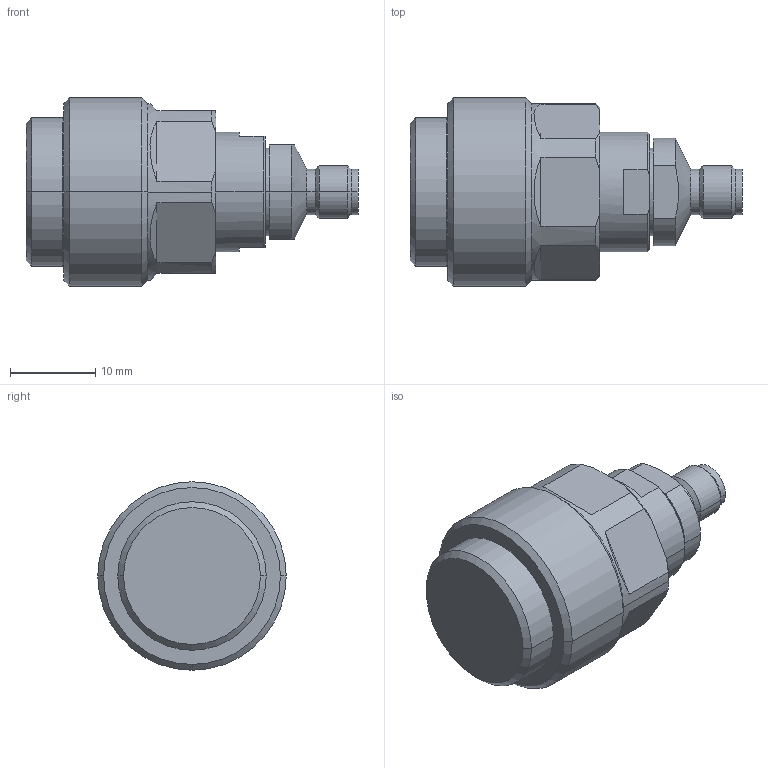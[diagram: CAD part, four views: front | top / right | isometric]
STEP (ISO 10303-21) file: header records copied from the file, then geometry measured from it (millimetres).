
FILE_DESCRIPTION (( 'STEP AP203' ), '1' );
FILE_NAME ('FMAD1260_3D.STEP', '2021-05-05T12:41:20', ( '' ), ( '' ), 'SwSTEP 2.0', 'SolidWorks 2020', '' );
FILE_SCHEMA (( 'CONFIG_CONTROL_DESIGN' ));
Length unit declared in the file: inch
Products named in the file (4): PC7-1.stp; FMAD1260_3D; ad-pc8pc7.stp; AD-PC8PC7.stp
Assembly tree (3 placements, depth 3):
  FMAD1260_3D
    ad-pc8pc7.stp
      AD-PC8PC7.stp
      PC7-1.stp
Bounding box: 38.84 x 22.05 x 22.05 mm (x, y, z)
Volume: 11608.6 mm3; surface area: 3994.2 mm2
Topology: 2 solids, 2 shells, 76 faces, 178 edges, 111 vertices
Faces by surface type: plane 27, cylinder 25, cone 24
Entity records: 2776 total; most frequent: CARTESIAN_POINT 595, DIRECTION 397, ORIENTED_EDGE 356, EDGE_CURVE 178, AXIS2_PLACEMENT_3D 160, VERTEX_POINT 111, EDGE_LOOP 81, VECTOR 77
